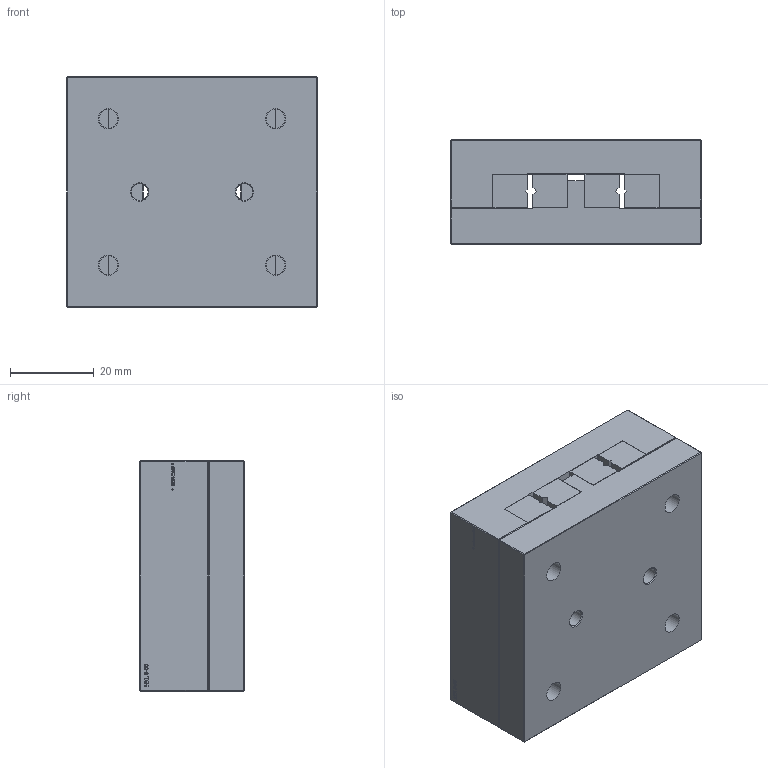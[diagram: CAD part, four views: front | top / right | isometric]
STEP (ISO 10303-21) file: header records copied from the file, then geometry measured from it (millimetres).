
FILE_DESCRIPTION(('FreeCAD Model'),'2;1');
FILE_NAME('NKL 3-55.step', '2020-05-06T13:00:04',('Author'),(''), 'Open CASCADE STEP processor 6.8','FreeCAD','Unknown');
FILE_SCHEMA(('AUTOMOTIVE_DESIGN_CC2 { 1 2 10303 214 -1 1 5 4 }'));
Length unit declared in the file: millimetre
Products named in the file (3): ASSEMBLY; OT; UT
Assembly tree (2 placements, depth 2):
  ASSEMBLY
    OT
    UT
Bounding box: 60 x 25 x 55 mm (x, y, z)
Volume: 79361.7 mm3; surface area: 28383.1 mm2
Topology: 6 solids, 6 shells, 721 faces, 1961 edges, 1290 vertices
Faces by surface type: extrusion 388, plane 317, cylinder 12, cone 4
Full cylindrical faces by diameter (mm): 4 x4, 4.5 x4, 4.8 x4
Entity records: 48403 total; most frequent: CARTESIAN_POINT 11656, DIRECTION 5384, VECTOR 4623, LINE 4235, ORIENTED_EDGE 3922, PCURVE 3922, DEFINITIONAL_REPRESENTATION 3922, B_SPLINE_CURVE_WITH_KNOTS 1976
